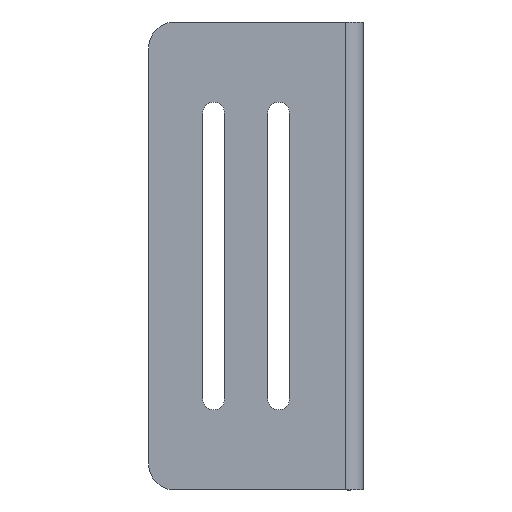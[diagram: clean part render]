
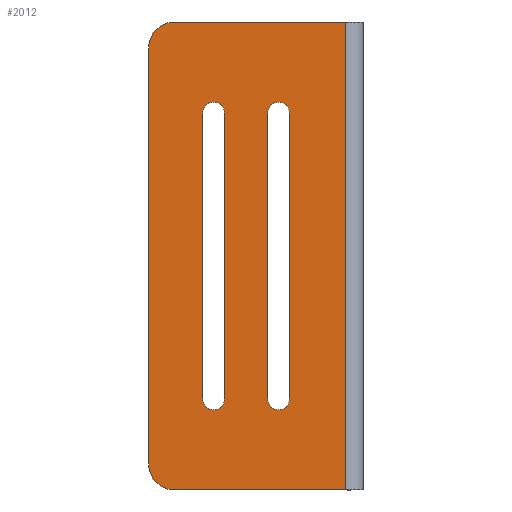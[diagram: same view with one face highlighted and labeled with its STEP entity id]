
A CAD part, left-side view. The second image highlights one B-rep face of the part: STEP entity #2012.
In plain terms, the highlighted planar face has unit normal (-1, 0, 0).
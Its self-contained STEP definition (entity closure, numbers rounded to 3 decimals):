
#26 = VERTEX_POINT ( 'NONE', #817 ) ;
#38 = VERTEX_POINT ( 'NONE', #1970 ) ;
#71 = LINE ( 'NONE', #1050, #557 ) ;
#91 = DIRECTION ( 'NONE',  ( 0., 0., -1. ) ) ;
#110 = VERTEX_POINT ( 'NONE', #1071 ) ;
#119 = DIRECTION ( 'NONE',  ( 0., -1., 0. ) ) ;
#120 = CARTESIAN_POINT ( 'NONE',  ( -217.5, 55.804, -55. ) ) ;
#141 = DIRECTION ( 'NONE',  ( 0., 0., 1. ) ) ;
#146 = EDGE_CURVE ( 'NONE', #26, #2110, #71, .T. ) ;
#151 = DIRECTION ( 'NONE',  ( 1., 0., 0. ) ) ;
#156 = EDGE_CURVE ( 'NONE', #688, #914, #362, .T. ) ;
#167 = CARTESIAN_POINT ( 'NONE',  ( -217.5, 22.404, 55. ) ) ;
#190 = VECTOR ( 'NONE', #1328, 1000. ) ;
#208 = EDGE_CURVE ( 'NONE', #110, #1444, #1622, .T. ) ;
#209 = LINE ( 'NONE', #407, #959 ) ;
#223 = EDGE_CURVE ( 'NONE', #1514, #1150, #595, .T. ) ;
#232 = FACE_OUTER_BOUND ( 'NONE', #1319, .T. ) ;
#257 = VERTEX_POINT ( 'NONE', #1724 ) ;
#272 = CARTESIAN_POINT ( 'NONE',  ( -217.5, 66.604, -80. ) ) ;
#291 = VECTOR ( 'NONE', #1154, 1000. ) ;
#297 = CARTESIAN_POINT ( 'NONE',  ( -217.5, 76.604, -80. ) ) ;
#300 = DIRECTION ( 'NONE',  ( 1., 0., 0. ) ) ;
#314 = VECTOR ( 'NONE', #341, 1000. ) ;
#341 = DIRECTION ( 'NONE',  ( 0., 0., -1. ) ) ;
#362 = LINE ( 'NONE', #120, #841 ) ;
#391 = EDGE_CURVE ( 'NONE', #1761, #257, #1863, .T. ) ;
#401 = EDGE_CURVE ( 'NONE', #257, #38, #1011, .T. ) ;
#407 = CARTESIAN_POINT ( 'NONE',  ( -217.5, 22.404, -55. ) ) ;
#439 = LINE ( 'NONE', #768, #1138 ) ;
#451 = VERTEX_POINT ( 'NONE', #1020 ) ;
#460 = ORIENTED_EDGE ( 'NONE', *, *, #156, .T. ) ;
#461 = EDGE_CURVE ( 'NONE', #914, #1761, #1485, .T. ) ;
#499 = CARTESIAN_POINT ( 'NONE',  ( -217.5, 66.604, -90. ) ) ;
#502 = CARTESIAN_POINT ( 'NONE',  ( -217.5, 30.804, -55. ) ) ;
#506 = CARTESIAN_POINT ( 'NONE',  ( -217.5, 66.604, 90. ) ) ;
#538 = ORIENTED_EDGE ( 'NONE', *, *, #1340, .T. ) ;
#556 = DIRECTION ( 'NONE',  ( 0., 0., -1. ) ) ;
#557 = VECTOR ( 'NONE', #91, 1000. ) ;
#591 = DIRECTION ( 'NONE',  ( 0., 0., 1. ) ) ;
#594 = DIRECTION ( 'NONE',  ( 1., 0., 0. ) ) ;
#595 = CIRCLE ( 'NONE', #1802, 10. ) ;
#598 = AXIS2_PLACEMENT_3D ( 'NONE', #1180, #2114, #1960 ) ;
#603 = CARTESIAN_POINT ( 'NONE',  ( -217.5, 30.804, -55. ) ) ;
#614 = LINE ( 'NONE', #2095, #1570 ) ;
#615 = VERTEX_POINT ( 'NONE', #297 ) ;
#661 = AXIS2_PLACEMENT_3D ( 'NONE', #824, #151, #1625 ) ;
#675 = EDGE_LOOP ( 'NONE', ( #1216, #1536, #962, #538, #1396 ) ) ;
#688 = VERTEX_POINT ( 'NONE', #1664 ) ;
#702 = AXIS2_PLACEMENT_3D ( 'NONE', #1237, #594, #1921 ) ;
#746 = CARTESIAN_POINT ( 'NONE',  ( -217.5, 66.604, 80. ) ) ;
#759 = ORIENTED_EDGE ( 'NONE', *, *, #461, .T. ) ;
#761 = AXIS2_PLACEMENT_3D ( 'NONE', #877, #1678, #1520 ) ;
#768 = CARTESIAN_POINT ( 'NONE',  ( -217.5, 66.604, 90. ) ) ;
#775 = EDGE_CURVE ( 'NONE', #2110, #1158, #1034, .T. ) ;
#792 = DIRECTION ( 'NONE',  ( 0., 0., -1. ) ) ;
#797 = DIRECTION ( 'NONE',  ( 0., 0., 1. ) ) ;
#817 = CARTESIAN_POINT ( 'NONE',  ( -217.5, 0.737, 90. ) ) ;
#821 = ORIENTED_EDGE ( 'NONE', *, *, #146, .F. ) ;
#824 = CARTESIAN_POINT ( 'NONE',  ( -217.5, 51.604, 55. ) ) ;
#841 = VECTOR ( 'NONE', #1087, 1000. ) ;
#868 = AXIS2_PLACEMENT_3D ( 'NONE', #1354, #1683, #1838 ) ;
#877 = CARTESIAN_POINT ( 'NONE',  ( -217.5, -498.396, -80. ) ) ;
#892 = AXIS2_PLACEMENT_3D ( 'NONE', #1254, #1242, #591 ) ;
#914 = VERTEX_POINT ( 'NONE', #1440 ) ;
#936 = EDGE_CURVE ( 'NONE', #1158, #615, #1562, .T. ) ;
#940 = CIRCLE ( 'NONE', #1486, 4.2 ) ;
#942 = DIRECTION ( 'NONE',  ( 0., 0., 1. ) ) ;
#959 = VECTOR ( 'NONE', #556, 1000. ) ;
#962 = ORIENTED_EDGE ( 'NONE', *, *, #1874, .T. ) ;
#998 = EDGE_CURVE ( 'NONE', #1150, #26, #439, .T. ) ;
#1011 = LINE ( 'NONE', #1175, #314 ) ;
#1020 = CARTESIAN_POINT ( 'NONE',  ( -217.5, 22.404, -55. ) ) ;
#1034 = LINE ( 'NONE', #499, #291 ) ;
#1050 = CARTESIAN_POINT ( 'NONE',  ( -217.5, 0.737, -80. ) ) ;
#1071 = CARTESIAN_POINT ( 'NONE',  ( -217.5, 26.604, 59.2 ) ) ;
#1087 = DIRECTION ( 'NONE',  ( 0., 0., 1. ) ) ;
#1103 = DIRECTION ( 'NONE',  ( 1., 0., 0. ) ) ;
#1138 = VECTOR ( 'NONE', #119, 1000. ) ;
#1150 = VERTEX_POINT ( 'NONE', #506 ) ;
#1154 = DIRECTION ( 'NONE',  ( 0., 1., 0. ) ) ;
#1158 = VERTEX_POINT ( 'NONE', #1174 ) ;
#1172 = CIRCLE ( 'NONE', #892, 4.2 ) ;
#1174 = CARTESIAN_POINT ( 'NONE',  ( -217.5, 66.604, -90. ) ) ;
#1175 = CARTESIAN_POINT ( 'NONE',  ( -217.5, 47.404, -55. ) ) ;
#1180 = CARTESIAN_POINT ( 'NONE',  ( -217.5, 51.604, -55. ) ) ;
#1208 = FACE_BOUND ( 'NONE', #675, .T. ) ;
#1216 = ORIENTED_EDGE ( 'NONE', *, *, #1634, .T. ) ;
#1237 = CARTESIAN_POINT ( 'NONE',  ( -217.5, 26.604, 55. ) ) ;
#1240 = CARTESIAN_POINT ( 'NONE',  ( -217.5, 51.604, 59.2 ) ) ;
#1242 = DIRECTION ( 'NONE',  ( 1., 0., 0. ) ) ;
#1254 = CARTESIAN_POINT ( 'NONE',  ( -217.5, 26.604, 55. ) ) ;
#1260 = ORIENTED_EDGE ( 'NONE', *, *, #775, .F. ) ;
#1319 = EDGE_LOOP ( 'NONE', ( #821, #1564, #1507, #1476, #1906, #1260 ) ) ;
#1328 = DIRECTION ( 'NONE',  ( 0., 0., 1. ) ) ;
#1340 = EDGE_CURVE ( 'NONE', #1957, #110, #1172, .T. ) ;
#1354 = CARTESIAN_POINT ( 'NONE',  ( -217.5, 51.604, 55. ) ) ;
#1380 = VERTEX_POINT ( 'NONE', #603 ) ;
#1391 = EDGE_CURVE ( 'NONE', #615, #1514, #614, .T. ) ;
#1396 = ORIENTED_EDGE ( 'NONE', *, *, #208, .T. ) ;
#1424 = EDGE_LOOP ( 'NONE', ( #1943, #1881, #460, #759, #1796 ) ) ;
#1440 = CARTESIAN_POINT ( 'NONE',  ( -217.5, 55.804, 55. ) ) ;
#1444 = VERTEX_POINT ( 'NONE', #167 ) ;
#1464 = CARTESIAN_POINT ( 'NONE',  ( -217.5, 26.604, -55. ) ) ;
#1465 = CARTESIAN_POINT ( 'NONE',  ( -217.5, 76.604, 80. ) ) ;
#1476 = ORIENTED_EDGE ( 'NONE', *, *, #1391, .F. ) ;
#1485 = CIRCLE ( 'NONE', #868, 4.2 ) ;
#1486 = AXIS2_PLACEMENT_3D ( 'NONE', #1464, #300, #797 ) ;
#1507 = ORIENTED_EDGE ( 'NONE', *, *, #223, .F. ) ;
#1514 = VERTEX_POINT ( 'NONE', #1465 ) ;
#1520 = DIRECTION ( 'NONE',  ( 0., 0., 1. ) ) ;
#1536 = ORIENTED_EDGE ( 'NONE', *, *, #1958, .T. ) ;
#1541 = FACE_BOUND ( 'NONE', #1424, .T. ) ;
#1562 = CIRCLE ( 'NONE', #1908, 10. ) ;
#1564 = ORIENTED_EDGE ( 'NONE', *, *, #998, .F. ) ;
#1570 = VECTOR ( 'NONE', #942, 1000. ) ;
#1611 = CARTESIAN_POINT ( 'NONE',  ( -217.5, 30.804, 55. ) ) ;
#1622 = CIRCLE ( 'NONE', #702, 4.2 ) ;
#1625 = DIRECTION ( 'NONE',  ( 0., 0., 1. ) ) ;
#1634 = EDGE_CURVE ( 'NONE', #1444, #451, #209, .T. ) ;
#1664 = CARTESIAN_POINT ( 'NONE',  ( -217.5, 55.804, -55. ) ) ;
#1678 = DIRECTION ( 'NONE',  ( 1., 0., 0. ) ) ;
#1683 = DIRECTION ( 'NONE',  ( 1., 0., 0. ) ) ;
#1724 = CARTESIAN_POINT ( 'NONE',  ( -217.5, 47.404, 55. ) ) ;
#1761 = VERTEX_POINT ( 'NONE', #1240 ) ;
#1796 = ORIENTED_EDGE ( 'NONE', *, *, #391, .T. ) ;
#1802 = AXIS2_PLACEMENT_3D ( 'NONE', #746, #1891, #792 ) ;
#1838 = DIRECTION ( 'NONE',  ( 0., 0., 1. ) ) ;
#1844 = PLANE ( 'NONE',  #761 ) ;
#1862 = EDGE_CURVE ( 'NONE', #38, #688, #2046, .T. ) ;
#1863 = CIRCLE ( 'NONE', #661, 4.2 ) ;
#1874 = EDGE_CURVE ( 'NONE', #1380, #1957, #1994, .T. ) ;
#1881 = ORIENTED_EDGE ( 'NONE', *, *, #1862, .T. ) ;
#1891 = DIRECTION ( 'NONE',  ( 1., 0., 0. ) ) ;
#1906 = ORIENTED_EDGE ( 'NONE', *, *, #936, .F. ) ;
#1908 = AXIS2_PLACEMENT_3D ( 'NONE', #272, #1103, #141 ) ;
#1921 = DIRECTION ( 'NONE',  ( 0., 0., 1. ) ) ;
#1943 = ORIENTED_EDGE ( 'NONE', *, *, #401, .T. ) ;
#1957 = VERTEX_POINT ( 'NONE', #1611 ) ;
#1958 = EDGE_CURVE ( 'NONE', #451, #1380, #940, .T. ) ;
#1960 = DIRECTION ( 'NONE',  ( 0., 0., 1. ) ) ;
#1970 = CARTESIAN_POINT ( 'NONE',  ( -217.5, 47.404, -55. ) ) ;
#1994 = LINE ( 'NONE', #502, #190 ) ;
#2012 = ADVANCED_FACE ( 'NONE', ( #232, #1208, #1541 ), #1844, .F. ) ;
#2045 = CARTESIAN_POINT ( 'NONE',  ( -217.5, 0.737, -90. ) ) ;
#2046 = CIRCLE ( 'NONE', #598, 4.2 ) ;
#2095 = CARTESIAN_POINT ( 'NONE',  ( -217.5, 76.604, -80. ) ) ;
#2110 = VERTEX_POINT ( 'NONE', #2045 ) ;
#2114 = DIRECTION ( 'NONE',  ( 1., 0., 0. ) ) ;
